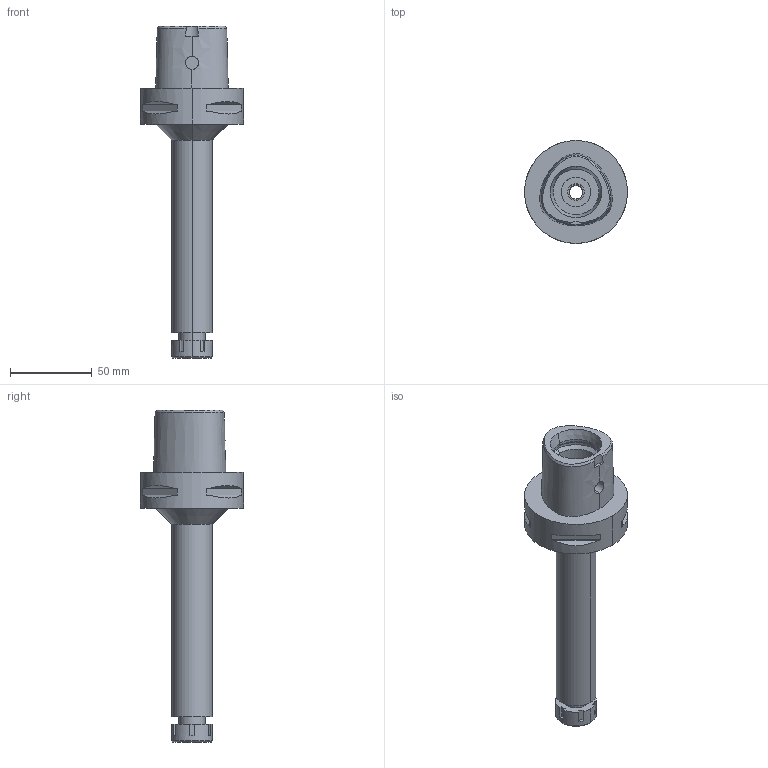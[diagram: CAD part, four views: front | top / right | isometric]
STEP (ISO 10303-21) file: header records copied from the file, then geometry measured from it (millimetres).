
FILE_DESCRIPTION((''),'2;1');
FILE_NAME('C6-NBS8-165-080_ASM','2019-01-15T',('ykawabe'),(''),'CREO PARAMETRIC BY PTC INC, 2016380','CREO PARAMETRIC BY PTC INC, 2016380','');
FILE_SCHEMA(('AUTOMOTIVE_DESIGN { 1 0 10303 214 1 1 1 1 }'));
Length unit declared in the file: millimetre
Products named in the file (5): C6-NBS8-165_1; NBC8-8_1; NBN8_1; DXF_TEMP_ASSY_ASM_4_ASM; C6-NBS8-165-080_ASM
Assembly tree (4 placements, depth 3):
  C6-NBS8-165-080_ASM
    DXF_TEMP_ASSY_ASM_4_ASM
      C6-NBS8-165_1
      NBC8-8_1
      NBN8_1
Bounding box: 63 x 63 x 203 mm (x, y, z)
Volume: 157370.3 mm3; surface area: 37788.6 mm2
Topology: 3 solids, 3 shells, 127 faces, 296 edges, 191 vertices
Faces by surface type: plane 66, cylinder 39, cone 16, bspline 4, torus 2
Entity records: 6356 total; most frequent: CARTESIAN_POINT 1686, DIRECTION 688, ORIENTED_EDGE 592, PRESENTATION_STYLE_ASSIGNMENT 304, STYLED_ITEM 304, CURVE_STYLE 301, EDGE_CURVE 296, AXIS2_PLACEMENT_3D 272
